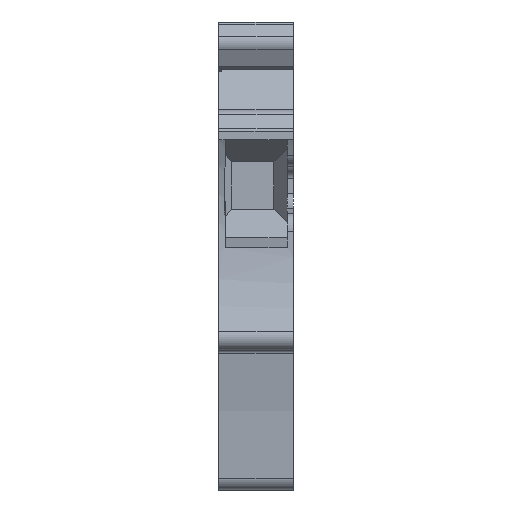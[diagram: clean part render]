
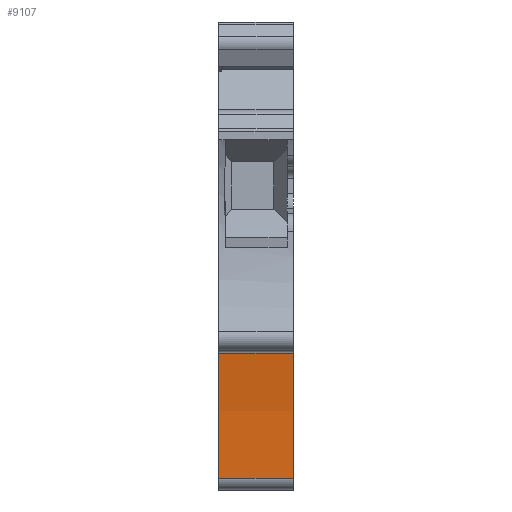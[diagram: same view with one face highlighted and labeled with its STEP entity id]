
A CAD part, left-side view. The second image highlights one B-rep face of the part: STEP entity #9107.
In plain terms, the highlighted free-form (B-spline) face has degree [3, 1] with [7, 2] control points.
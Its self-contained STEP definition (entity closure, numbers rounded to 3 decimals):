
#325=CARTESIAN_POINT('',(-24.129,6.15,-5.033));
#326=VERTEX_POINT('',#325);
#334=CARTESIAN_POINT('',(-25.031,6.15,5.255));
#335=VERTEX_POINT('',#334);
#336=CARTESIAN_POINT('',(-25.031,6.15,5.255));
#337=CARTESIAN_POINT('',(-24.575,6.15,2.79));
#338=CARTESIAN_POINT('',(-24.305,6.15,0.299));
#339=CARTESIAN_POINT('',(-24.222,6.15,-2.206));
#340=CARTESIAN_POINT('',(-24.191,6.15,-3.149));
#341=CARTESIAN_POINT('',(-24.16,6.15,-4.091));
#342=CARTESIAN_POINT('',(-24.129,6.15,-5.033));
#343=(BOUNDED_CURVE()B_SPLINE_CURVE(3,(#336,#337,#338,#339,#340,#341,#342),.UNSPECIFIED.,.F.,.U.)B_SPLINE_CURVE_WITH_KNOTS((4,3,4),(0.,0.726,1.),.UNSPECIFIED.)CURVE()GEOMETRIC_REPRESENTATION_ITEM()RATIONAL_B_SPLINE_CURVE((1.,0.998,0.998,1.,1.,1.,1.))REPRESENTATION_ITEM(''));
#344=EDGE_CURVE('',#335,#326,#343,.T.);
#2103=CARTESIAN_POINT('',(-24.129,0.,-5.033));
#2104=VERTEX_POINT('',#2103);
#2112=CARTESIAN_POINT('',(-25.031,0.,5.255));
#2113=VERTEX_POINT('',#2112);
#2114=CARTESIAN_POINT('',(-25.031,0.,5.255));
#2115=CARTESIAN_POINT('',(-24.575,0.,2.79));
#2116=CARTESIAN_POINT('',(-24.305,0.,0.299));
#2117=CARTESIAN_POINT('',(-24.222,0.,-2.206));
#2118=CARTESIAN_POINT('',(-24.191,0.,-3.149));
#2119=CARTESIAN_POINT('',(-24.16,0.,-4.091));
#2120=CARTESIAN_POINT('',(-24.129,0.,-5.033));
#2121=(BOUNDED_CURVE()B_SPLINE_CURVE(3,(#2114,#2115,#2116,#2117,#2118,#2119,#2120),.UNSPECIFIED.,.F.,.U.)B_SPLINE_CURVE_WITH_KNOTS((4,3,4),(0.,0.726,1.),.UNSPECIFIED.)CURVE()GEOMETRIC_REPRESENTATION_ITEM()RATIONAL_B_SPLINE_CURVE((1.,0.998,0.998,1.,1.,1.,1.))REPRESENTATION_ITEM(''));
#2122=EDGE_CURVE('',#2113,#2104,#2121,.T.);
#7650=CARTESIAN_POINT('',(-25.031,6.15,5.255));
#7651=DIRECTION('',(0.,-1.,0.));
#7652=VECTOR('',#7651,6.15);
#7653=LINE('',#7650,#7652);
#7654=EDGE_CURVE('',#335,#2113,#7653,.T.);
#9081=CARTESIAN_POINT('',(-25.031,0.,5.255));
#9082=CARTESIAN_POINT('',(-25.031,6.15,5.255));
#9083=CARTESIAN_POINT('',(-24.575,0.,2.79));
#9084=CARTESIAN_POINT('',(-24.575,6.15,2.79));
#9085=CARTESIAN_POINT('',(-24.305,0.,0.299));
#9086=CARTESIAN_POINT('',(-24.305,6.15,0.299));
#9087=CARTESIAN_POINT('',(-24.222,0.,-2.206));
#9088=CARTESIAN_POINT('',(-24.222,6.15,-2.206));
#9089=CARTESIAN_POINT('',(-24.191,0.,-3.149));
#9090=CARTESIAN_POINT('',(-24.191,6.15,-3.149));
#9091=CARTESIAN_POINT('',(-24.16,0.,-4.091));
#9092=CARTESIAN_POINT('',(-24.16,6.15,-4.091));
#9093=CARTESIAN_POINT('',(-24.129,0.,-5.033));
#9094=CARTESIAN_POINT('',(-24.129,6.15,-5.033));
#9095=(BOUNDED_SURFACE()B_SPLINE_SURFACE(3,1,((#9081,#9082),(#9083,#9084),(#9085,#9086),(#9087,#9088),(#9089,#9090),(#9091,#9092),(#9093,#9094)),.UNSPECIFIED.,.F.,.F.,.U.)B_SPLINE_SURFACE_WITH_KNOTS((4,3,4),(2,2),(0.,1.,1.377),(0.,1.),.UNSPECIFIED.)GEOMETRIC_REPRESENTATION_ITEM()RATIONAL_B_SPLINE_SURFACE(((1.,1.),(0.998,0.998),(0.998,0.998),(1.,1.),(1.,1.),(1.,1.),(1.,1.)))REPRESENTATION_ITEM('')SURFACE());
#9096=ORIENTED_EDGE('',*,*,#2122,.T.);
#9097=CARTESIAN_POINT('',(-24.129,0.,-5.033));
#9098=DIRECTION('',(0.,1.,0.));
#9099=VECTOR('',#9098,6.15);
#9100=LINE('',#9097,#9099);
#9101=EDGE_CURVE('',#2104,#326,#9100,.T.);
#9102=ORIENTED_EDGE('E612',*,*,#9101,.T.);
#9103=ORIENTED_EDGE('E612',*,*,#344,.F.);
#9104=ORIENTED_EDGE('E612',*,*,#7654,.T.);
#9105=EDGE_LOOP('',(#9096,#9102,#9103,#9104));
#9106=FACE_OUTER_BOUND('',#9105,.F.);
#9107=ADVANCED_FACE('F234',(#9106),#9095,.F.);
